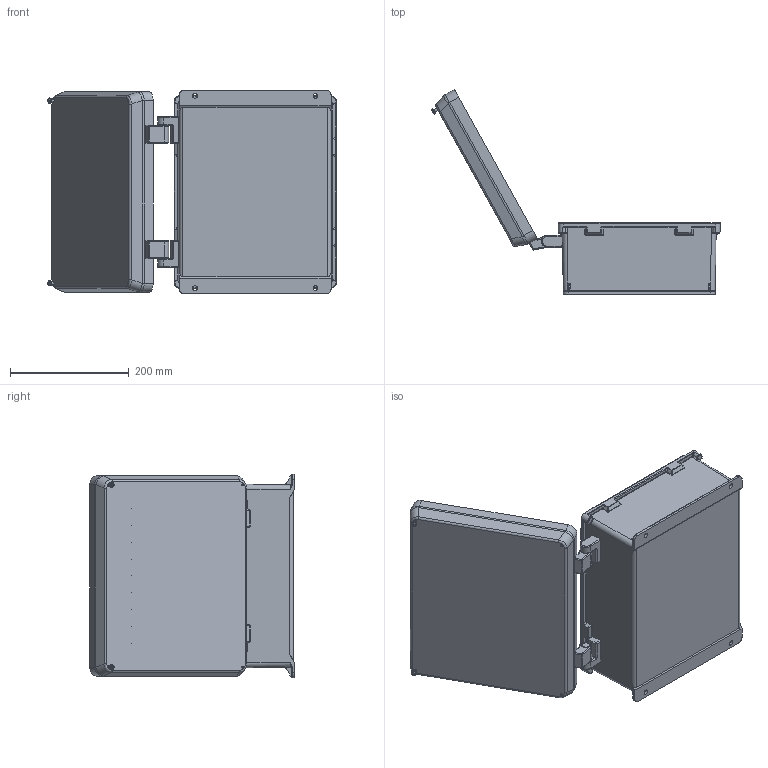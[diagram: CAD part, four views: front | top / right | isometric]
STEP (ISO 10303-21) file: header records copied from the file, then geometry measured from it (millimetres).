
FILE_DESCRIPTION (( 'STEP AP214' ), '1' );
FILE_NAME ('NBN121005.STEP', '2018-02-22T21:53:40', ( '' ), ( '' ), 'SwSTEP 2.0', 'SolidWorks 2017', '' );
FILE_SCHEMA (( 'AUTOMOTIVE_DESIGN' ));
Length unit declared in the file: inch
Products named in the file (8): NBN_LidScrew; 10-32 NEMA PLATE SCREW; NBN_Hinge_Plug; NBN_Hinge_2; NBN_Hinge_1; NBN121005-Lid; NBN121005-Box; NBN121005
Assembly tree (18 placements, depth 2):
  NBN121005
    NBN121005-Box
    NBN121005-Lid
    NBN_Hinge_1  x2
    NBN_Hinge_2  x2
    NBN_Hinge_Plug  x2
    10-32 NEMA PLATE SCREW  x8
    NBN_LidScrew  x2
Bounding box: 486.15 x 344.99 x 343 mm (x, y, z)
Volume: 1368805.4 mm3; surface area: 767578.4 mm2
Topology: 18 solids, 18 shells, 1368 faces, 3156 edges, 1858 vertices
Faces by surface type: cylinder 426, plane 412, cone 204, bspline 164, torus 116, sphere 46
Full cylindrical faces by diameter (mm): 3.861 x8, 4.216 x2, 5.3 x2, 6.147 x12, 6.24 x4, 6.428 x4, 6.5 x4, 8 x4, 9.296 x8, 10 x4, 10.922 x2, 12.027 x2, 12.446 x2, 12.497 x2, 13.208 x2
Entity records: 31324 total; most frequent: CARTESIAN_POINT 10632, ORIENTED_EDGE 4182, DIRECTION 4173, EDGE_CURVE 2091, AXIS2_PLACEMENT_3D 1661, VERTEX_POINT 1300, EDGE_LOOP 1197, FACE_OUTER_BOUND 1050
